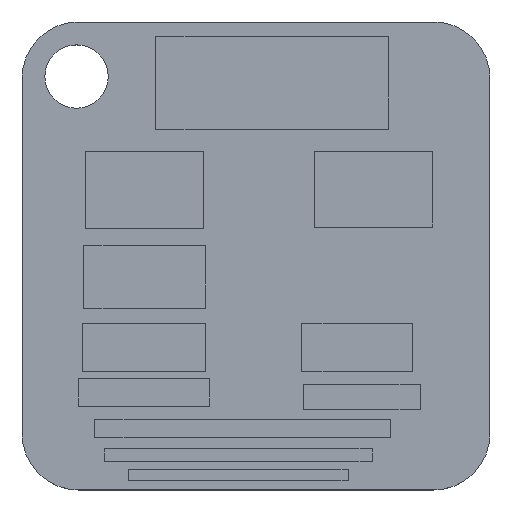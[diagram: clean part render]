
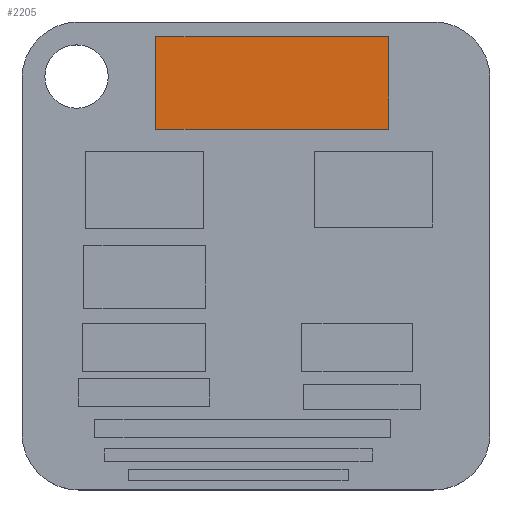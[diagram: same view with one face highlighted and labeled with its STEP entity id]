
A CAD part, top view. The second image highlights one B-rep face of the part: STEP entity #2205.
In plain terms, the highlighted planar face has unit normal (0, 0, 1).
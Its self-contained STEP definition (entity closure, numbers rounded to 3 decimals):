
#194=FACE_OUTER_BOUND('',#339,.T.);
#339=EDGE_LOOP('',(#1947,#1948,#1949,#1950));
#608=LINE('',#3488,#889);
#610=LINE('',#3492,#891);
#612=LINE('',#3496,#893);
#614=LINE('',#3499,#895);
#889=VECTOR('',#2878,10.);
#891=VECTOR('',#2882,10.);
#893=VECTOR('',#2886,10.);
#895=VECTOR('',#2890,10.);
#1090=VERTEX_POINT('',#3485);
#1091=VERTEX_POINT('',#3487);
#1092=VERTEX_POINT('',#3491);
#1093=VERTEX_POINT('',#3495);
#1374=EDGE_CURVE('',#1091,#1090,#608,.T.);
#1376=EDGE_CURVE('',#1092,#1091,#610,.T.);
#1378=EDGE_CURVE('',#1093,#1092,#612,.T.);
#1380=EDGE_CURVE('',#1090,#1093,#614,.T.);
#1947=ORIENTED_EDGE('',*,*,#1380,.T.);
#1948=ORIENTED_EDGE('',*,*,#1378,.T.);
#1949=ORIENTED_EDGE('',*,*,#1376,.T.);
#1950=ORIENTED_EDGE('',*,*,#1374,.T.);
#2084=PLANE('',#2362);
#2205=ADVANCED_FACE('',(#194),#2084,.T.);
#2362=AXIS2_PLACEMENT_3D('',#3500,#2891,#2892);
#2878=DIRECTION('',(0.,-1.,0.));
#2882=DIRECTION('',(-1.,0.,0.));
#2886=DIRECTION('',(0.,1.,0.));
#2890=DIRECTION('',(1.,0.,0.));
#2891=DIRECTION('center_axis',(0.,0.,1.));
#2892=DIRECTION('ref_axis',(1.,0.,0.));
#3485=CARTESIAN_POINT('',(19.026,51.274,5.5));
#3487=CARTESIAN_POINT('',(19.026,64.4,5.5));
#3488=CARTESIAN_POINT('',(19.026,57.837,5.5));
#3491=CARTESIAN_POINT('',(52.103,64.4,5.5));
#3492=CARTESIAN_POINT('',(35.564,64.4,5.5));
#3495=CARTESIAN_POINT('',(52.103,51.274,5.5));
#3496=CARTESIAN_POINT('',(52.103,57.837,5.5));
#3499=CARTESIAN_POINT('',(35.564,51.274,5.5));
#3500=CARTESIAN_POINT('Origin',(35.564,57.837,5.5));
